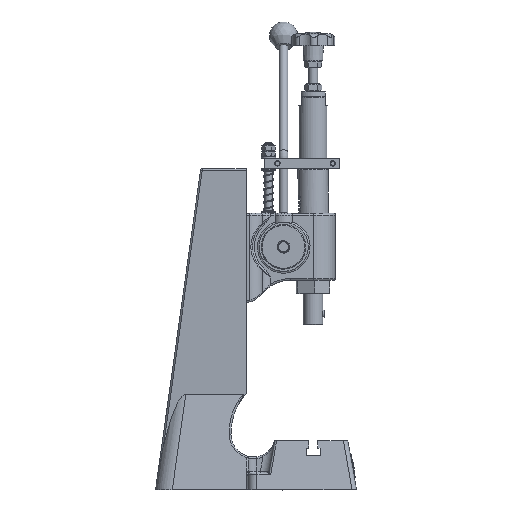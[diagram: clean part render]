
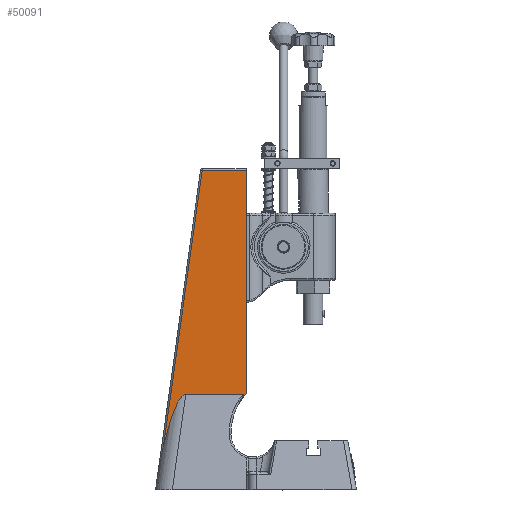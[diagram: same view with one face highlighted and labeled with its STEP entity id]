
A CAD part, left-side view. The second image highlights one B-rep face of the part: STEP entity #50091.
In plain terms, the highlighted planar face has unit normal (-0.999, 0.048, 0).
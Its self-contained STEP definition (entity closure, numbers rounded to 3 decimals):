
#245=PLANE('',#53016);
#1761=LINE('',#66048,#6234);
#1815=LINE('',#66462,#6288);
#1830=LINE('',#67073,#6303);
#1860=LINE('',#67950,#6333);
#6234=VECTOR('',#55369,250.085);
#6288=VECTOR('',#55533,64.011);
#6303=VECTOR('',#55686,49.398);
#6333=VECTOR('',#55930,311.156);
#10665=ELLIPSE('',#52828,112.868,20.);
#10694=ELLIPSE('',#53012,65.075,65.);
#14225=FACE_OUTER_BOUND('',#17023,.T.);
#17023=EDGE_LOOP('',(#35419,#35420,#35421,#35422,#35423,#35424,#35425));
#20659=B_SPLINE_CURVE_WITH_KNOTS('',3,(#67656,#67657,#67658,#67659,#67660,
#67661,#67662,#67663,#67664,#67665,#67666,#67667,#67668,#67669,#67670,#67671,
#67672,#67673),.UNSPECIFIED.,.F.,.F.,(4,2,2,2,2,2,2,2,4),(0.,0.016,
0.027,0.039,0.055,0.088,
0.175,0.423,0.612),.UNSPECIFIED.);
#22692=VERTEX_POINT('',#66044);
#22694=VERTEX_POINT('',#66047);
#22764=VERTEX_POINT('',#66426);
#22765=VERTEX_POINT('',#66428);
#22771=VERTEX_POINT('',#66460);
#22812=VERTEX_POINT('',#67071);
#22840=VERTEX_POINT('',#67654);
#27534=EDGE_CURVE('',#22694,#22692,#1761,.T.);
#27632=EDGE_CURVE('',#22764,#22765,#10665,.F.);
#27640=EDGE_CURVE('',#22771,#22764,#1815,.T.);
#27720=EDGE_CURVE('',#22812,#22692,#1830,.T.);
#27800=EDGE_CURVE('',#22840,#22771,#20659,.F.);
#27820=EDGE_CURVE('',#22765,#22812,#1860,.T.);
#27821=EDGE_CURVE('',#22840,#22694,#10694,.T.);
#35419=ORIENTED_EDGE('',*,*,#27534,.T.);
#35420=ORIENTED_EDGE('',*,*,#27720,.F.);
#35421=ORIENTED_EDGE('',*,*,#27820,.F.);
#35422=ORIENTED_EDGE('',*,*,#27632,.F.);
#35423=ORIENTED_EDGE('',*,*,#27640,.F.);
#35424=ORIENTED_EDGE('',*,*,#27800,.F.);
#35425=ORIENTED_EDGE('',*,*,#27821,.T.);
#50091=ADVANCED_FACE('',(#14225),#245,.T.);
#52828=AXIS2_PLACEMENT_3D('',#66429,#55523,#55524);
#53012=AXIS2_PLACEMENT_3D('',#67954,#55937,#55938);
#53016=AXIS2_PLACEMENT_3D('',#67959,#55946,#55947);
#55369=DIRECTION('',(0.,0.,1.));
#55523=DIRECTION('center_axis',(0.999,-0.048,0.));
#55524=DIRECTION('ref_axis',(-0.006,-0.131,0.991));
#55533=DIRECTION('',(0.048,0.999,0.));
#55686=DIRECTION('',(-0.048,-0.999,0.));
#55930=DIRECTION('',(-0.007,-0.139,0.99));
#55937=DIRECTION('center_axis',(0.999,-0.048,0.));
#55938=DIRECTION('ref_axis',(-0.048,-0.999,0.));
#55946=DIRECTION('center_axis',(-0.999,0.048,0.));
#55947=DIRECTION('ref_axis',(-0.048,-0.999,0.));
#66044=CARTESIAN_POINT('',(-39.904,124.,361.));
#66047=CARTESIAN_POINT('',(-39.904,124.,110.915));
#66048=CARTESIAN_POINT('',(-39.904,124.,236.5));
#66426=CARTESIAN_POINT('',(-36.645,191.791,110.));
#66428=CARTESIAN_POINT('',(-35.45,216.645,52.879));
#66429=CARTESIAN_POINT('Origin',(-35.958,206.074,-1.928));
#66460=CARTESIAN_POINT('',(-39.719,127.854,110.));
#66462=CARTESIAN_POINT('',(-35.,226.,110.));
#67071=CARTESIAN_POINT('',(-37.532,173.341,361.));
#67073=CARTESIAN_POINT('',(-36.242,200.175,361.));
#67654=CARTESIAN_POINT('',(-39.445,133.541,97.403));
#67656=CARTESIAN_POINT('Ctrl Pts',(-39.719,127.854,110.));
#67657=CARTESIAN_POINT('Ctrl Pts',(-39.721,127.801,110.));
#67658=CARTESIAN_POINT('Ctrl Pts',(-39.724,127.747,109.993));
#67659=CARTESIAN_POINT('Ctrl Pts',(-39.728,127.662,109.959));
#67660=CARTESIAN_POINT('Ctrl Pts',(-39.729,127.63,109.939));
#67661=CARTESIAN_POINT('Ctrl Pts',(-39.732,127.575,109.886));
#67662=CARTESIAN_POINT('Ctrl Pts',(-39.733,127.554,109.854));
#67663=CARTESIAN_POINT('Ctrl Pts',(-39.735,127.515,109.771));
#67664=CARTESIAN_POINT('Ctrl Pts',(-39.735,127.502,109.717));
#67665=CARTESIAN_POINT('Ctrl Pts',(-39.736,127.482,109.555));
#67666=CARTESIAN_POINT('Ctrl Pts',(-39.736,127.493,109.434));
#67667=CARTESIAN_POINT('Ctrl Pts',(-39.733,127.554,109.042));
#67668=CARTESIAN_POINT('Ctrl Pts',(-39.727,127.669,108.689));
#67669=CARTESIAN_POINT('Ctrl Pts',(-39.699,128.266,107.192));
#67670=CARTESIAN_POINT('Ctrl Pts',(-39.658,129.116,105.596));
#67671=CARTESIAN_POINT('Ctrl Pts',(-39.564,131.078,101.982));
#67672=CARTESIAN_POINT('Ctrl Pts',(-39.512,132.153,100.022));
#67673=CARTESIAN_POINT('Ctrl Pts',(-39.445,133.541,97.403));
#67950=CARTESIAN_POINT('',(-35.456,216.525,53.733));
#67954=CARTESIAN_POINT('Origin',(-42.207,76.104,66.972));
#67959=CARTESIAN_POINT('Origin',(-35.,226.,110.));
